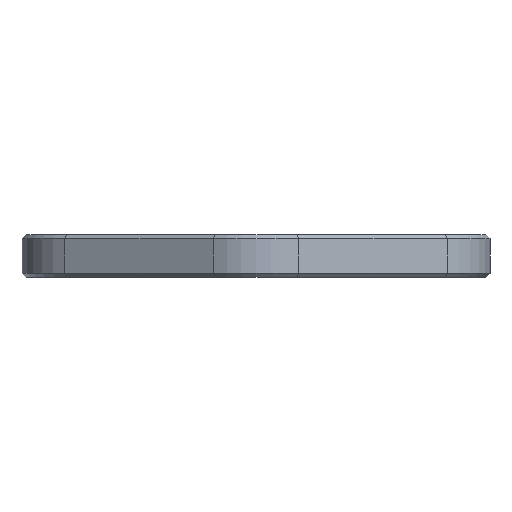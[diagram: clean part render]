
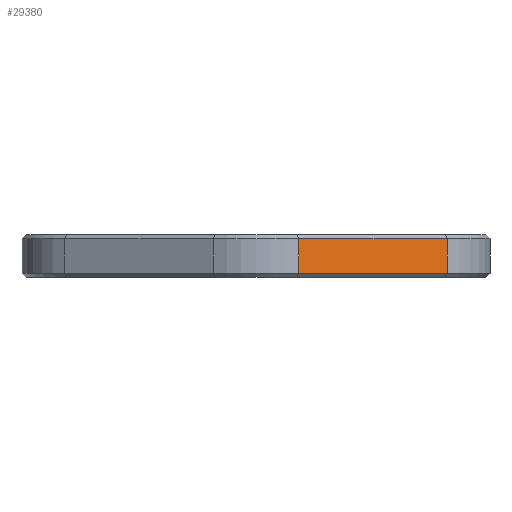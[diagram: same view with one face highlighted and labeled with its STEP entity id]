
A CAD part, front view. The second image highlights one B-rep face of the part: STEP entity #29380.
In plain terms, the highlighted planar face has unit normal (0.5, -0.866, 0).
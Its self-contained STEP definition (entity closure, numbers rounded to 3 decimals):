
#694 = PLANE('',#695);
#695 = AXIS2_PLACEMENT_3D('',#696,#697,#698);
#696 = CARTESIAN_POINT('',(3.05,-17.783,0.15));
#697 = DIRECTION('',(0.354,-0.612,-0.707));
#698 = DIRECTION('',(-0.866,-0.5,0.));
#11429 = VERTEX_POINT('',#11430);
#11430 = CARTESIAN_POINT('',(13.95,-11.663,0.3));
#11466 = CYLINDRICAL_SURFACE('',#11467,6.25);
#11467 = AXIS2_PLACEMENT_3D('',#11468,#11469,#11470);
#11468 = CARTESIAN_POINT('',(10.825,-6.25,0.));
#11469 = DIRECTION('',(-0.,-0.,-1.));
#11470 = DIRECTION('',(1.,0.,0.));
#11539 = VERTEX_POINT('',#11540);
#11540 = CARTESIAN_POINT('',(3.125,-17.913,0.3));
#11561 = EDGE_CURVE('',#11539,#11429,#11562,.T.);
#11562 = SURFACE_CURVE('',#11563,(#11567,#11574),.PCURVE_S1.);
#11563 = LINE('',#11564,#11565);
#11564 = CARTESIAN_POINT('',(3.125,-17.913,0.3));
#11565 = VECTOR('',#11566,1.);
#11566 = DIRECTION('',(0.866,0.5,0.));
#11567 = PCURVE('',#694,#11568);
#11568 = DEFINITIONAL_REPRESENTATION('',(#11569),#11573);
#11569 = LINE('',#11570,#11571);
#11570 = CARTESIAN_POINT('',(0.,-0.212));
#11571 = VECTOR('',#11572,1.);
#11572 = DIRECTION('',(-1.,0.));
#11573 = ( GEOMETRIC_REPRESENTATION_CONTEXT(2) 
PARAMETRIC_REPRESENTATION_CONTEXT() REPRESENTATION_CONTEXT('2D SPACE',''
  ) );
#11574 = PCURVE('',#11575,#11580);
#11575 = PLANE('',#11576);
#11576 = AXIS2_PLACEMENT_3D('',#11577,#11578,#11579);
#11577 = CARTESIAN_POINT('',(3.125,-17.913,0.));
#11578 = DIRECTION('',(-0.5,0.866,0.));
#11579 = DIRECTION('',(0.866,0.5,0.));
#11580 = DEFINITIONAL_REPRESENTATION('',(#11581),#11585);
#11581 = LINE('',#11582,#11583);
#11582 = CARTESIAN_POINT('',(0.,-0.3));
#11583 = VECTOR('',#11584,1.);
#11584 = DIRECTION('',(1.,0.));
#11585 = ( GEOMETRIC_REPRESENTATION_CONTEXT(2) 
PARAMETRIC_REPRESENTATION_CONTEXT() REPRESENTATION_CONTEXT('2D SPACE',''
  ) );
#11684 = CYLINDRICAL_SURFACE('',#11685,6.25);
#11685 = AXIS2_PLACEMENT_3D('',#11686,#11687,#11688);
#11686 = CARTESIAN_POINT('',(0.,-12.5,0.));
#11687 = DIRECTION('',(-0.,-0.,-1.));
#11688 = DIRECTION('',(1.,0.,0.));
#29274 = EDGE_CURVE('',#11429,#29275,#29277,.T.);
#29275 = VERTEX_POINT('',#29276);
#29276 = CARTESIAN_POINT('',(13.95,-11.663,2.825));
#29277 = SURFACE_CURVE('',#29278,(#29282,#29289),.PCURVE_S1.);
#29278 = LINE('',#29279,#29280);
#29279 = CARTESIAN_POINT('',(13.95,-11.663,0.));
#29280 = VECTOR('',#29281,1.);
#29281 = DIRECTION('',(0.,0.,1.));
#29282 = PCURVE('',#11466,#29283);
#29283 = DEFINITIONAL_REPRESENTATION('',(#29284),#29288);
#29284 = LINE('',#29285,#29286);
#29285 = CARTESIAN_POINT('',(-5.236,0.));
#29286 = VECTOR('',#29287,1.);
#29287 = DIRECTION('',(-0.,-1.));
#29288 = ( GEOMETRIC_REPRESENTATION_CONTEXT(2) 
PARAMETRIC_REPRESENTATION_CONTEXT() REPRESENTATION_CONTEXT('2D SPACE',''
  ) );
#29289 = PCURVE('',#11575,#29290);
#29290 = DEFINITIONAL_REPRESENTATION('',(#29291),#29295);
#29291 = LINE('',#29292,#29293);
#29292 = CARTESIAN_POINT('',(12.5,0.));
#29293 = VECTOR('',#29294,1.);
#29294 = DIRECTION('',(0.,-1.));
#29295 = ( GEOMETRIC_REPRESENTATION_CONTEXT(2) 
PARAMETRIC_REPRESENTATION_CONTEXT() REPRESENTATION_CONTEXT('2D SPACE',''
  ) );
#29380 = ADVANCED_FACE('',(#29381),#11575,.F.);
#29381 = FACE_BOUND('',#29382,.F.);
#29382 = EDGE_LOOP('',(#29383,#29406,#29432,#29433));
#29383 = ORIENTED_EDGE('',*,*,#29384,.T.);
#29384 = EDGE_CURVE('',#11539,#29385,#29387,.T.);
#29385 = VERTEX_POINT('',#29386);
#29386 = CARTESIAN_POINT('',(3.125,-17.913,2.825));
#29387 = SURFACE_CURVE('',#29388,(#29392,#29399),.PCURVE_S1.);
#29388 = LINE('',#29389,#29390);
#29389 = CARTESIAN_POINT('',(3.125,-17.913,0.));
#29390 = VECTOR('',#29391,1.);
#29391 = DIRECTION('',(0.,0.,1.));
#29392 = PCURVE('',#11575,#29393);
#29393 = DEFINITIONAL_REPRESENTATION('',(#29394),#29398);
#29394 = LINE('',#29395,#29396);
#29395 = CARTESIAN_POINT('',(0.,0.));
#29396 = VECTOR('',#29397,1.);
#29397 = DIRECTION('',(0.,-1.));
#29398 = ( GEOMETRIC_REPRESENTATION_CONTEXT(2) 
PARAMETRIC_REPRESENTATION_CONTEXT() REPRESENTATION_CONTEXT('2D SPACE',''
  ) );
#29399 = PCURVE('',#11684,#29400);
#29400 = DEFINITIONAL_REPRESENTATION('',(#29401),#29405);
#29401 = LINE('',#29402,#29403);
#29402 = CARTESIAN_POINT('',(-5.236,0.));
#29403 = VECTOR('',#29404,1.);
#29404 = DIRECTION('',(-0.,-1.));
#29405 = ( GEOMETRIC_REPRESENTATION_CONTEXT(2) 
PARAMETRIC_REPRESENTATION_CONTEXT() REPRESENTATION_CONTEXT('2D SPACE',''
  ) );
#29406 = ORIENTED_EDGE('',*,*,#29407,.T.);
#29407 = EDGE_CURVE('',#29385,#29275,#29408,.T.);
#29408 = SURFACE_CURVE('',#29409,(#29413,#29420),.PCURVE_S1.);
#29409 = LINE('',#29410,#29411);
#29410 = CARTESIAN_POINT('',(3.125,-17.913,2.825));
#29411 = VECTOR('',#29412,1.);
#29412 = DIRECTION('',(0.866,0.5,0.));
#29413 = PCURVE('',#11575,#29414);
#29414 = DEFINITIONAL_REPRESENTATION('',(#29415),#29419);
#29415 = LINE('',#29416,#29417);
#29416 = CARTESIAN_POINT('',(0.,-2.825));
#29417 = VECTOR('',#29418,1.);
#29418 = DIRECTION('',(1.,0.));
#29419 = ( GEOMETRIC_REPRESENTATION_CONTEXT(2) 
PARAMETRIC_REPRESENTATION_CONTEXT() REPRESENTATION_CONTEXT('2D SPACE',''
  ) );
#29420 = PCURVE('',#29421,#29426);
#29421 = PLANE('',#29422);
#29422 = AXIS2_PLACEMENT_3D('',#29423,#29424,#29425);
#29423 = CARTESIAN_POINT('',(3.05,-17.783,2.975));
#29424 = DIRECTION('',(-0.354,0.612,-0.707));
#29425 = DIRECTION('',(-0.866,-0.5,0.));
#29426 = DEFINITIONAL_REPRESENTATION('',(#29427),#29431);
#29427 = LINE('',#29428,#29429);
#29428 = CARTESIAN_POINT('',(0.,-0.212));
#29429 = VECTOR('',#29430,1.);
#29430 = DIRECTION('',(-1.,0.));
#29431 = ( GEOMETRIC_REPRESENTATION_CONTEXT(2) 
PARAMETRIC_REPRESENTATION_CONTEXT() REPRESENTATION_CONTEXT('2D SPACE',''
  ) );
#29432 = ORIENTED_EDGE('',*,*,#29274,.F.);
#29433 = ORIENTED_EDGE('',*,*,#11561,.F.);
